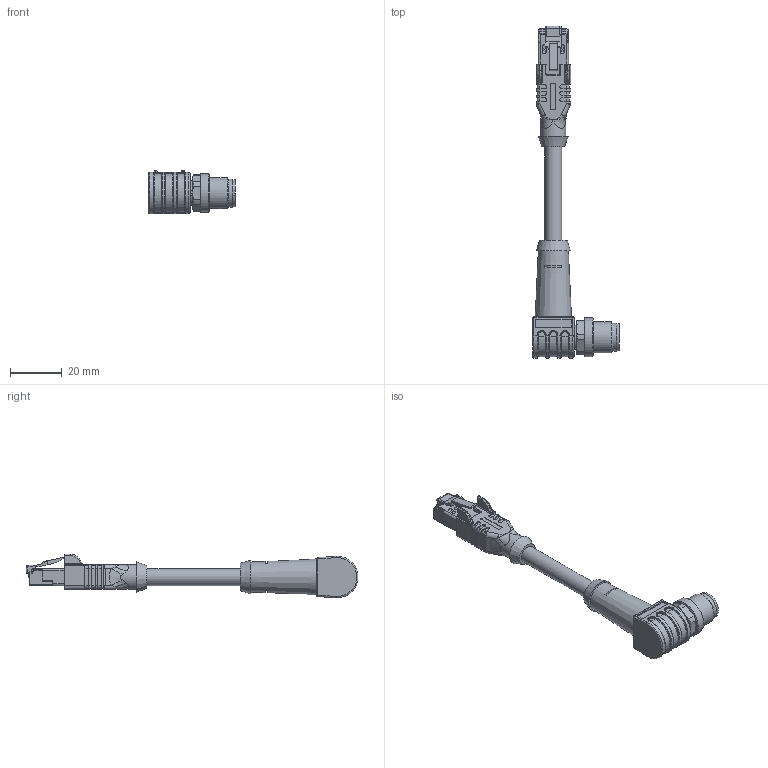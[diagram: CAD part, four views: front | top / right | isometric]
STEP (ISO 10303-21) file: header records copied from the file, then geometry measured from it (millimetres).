
FILE_DESCRIPTION(/* description */ (''),/* implementation_level */ '2;1');
FILE_NAME(/* name */ 'RA-WWASSX8-L-RA-RJ45SS8_S5006.stp',/* time_stamp */ '2017-09-01T15:48:55+02:00',/* author */ (''),/* organization */ (''),/* preprocessor_version */ 'ST-DEVELOPER v16',/* originating_system */ 'SIEMENS PLM Software NX 10.0',/* authorisation */ '');
FILE_SCHEMA (('AUTOMOTIVE_DESIGN { 1 0 10303 214 3 1 1 1 }'));
Length unit declared in the file: millimetre
Products named in the file (1): RA-WWASSX8-L-RA-RJ45SS8_S5006_stp
Bounding box: 33.5 x 128.17 x 16.78 mm (x, y, z)
Volume: 14547.4 mm3; surface area: 7166.4 mm2
Topology: 1 solids, 1 shells, 899 faces, 2397 edges, 1516 vertices
Faces by surface type: plane 407, cylinder 329, torus 54, bspline 54, cone 29, sphere 20, extrusion 6
Full cylindrical faces by diameter (mm): 0.6 x8, 6.6 x1, 9.6 x1, 10.8 x1, 12 x1, 15 x1
Entity records: 28757 total; most frequent: CARTESIAN_POINT 6672, DIRECTION 4639, ORIENTED_EDGE 4634, EDGE_CURVE 2317, AXIS2_PLACEMENT_3D 1652, VERTEX_POINT 1485, VECTOR 1335, LINE 1329
